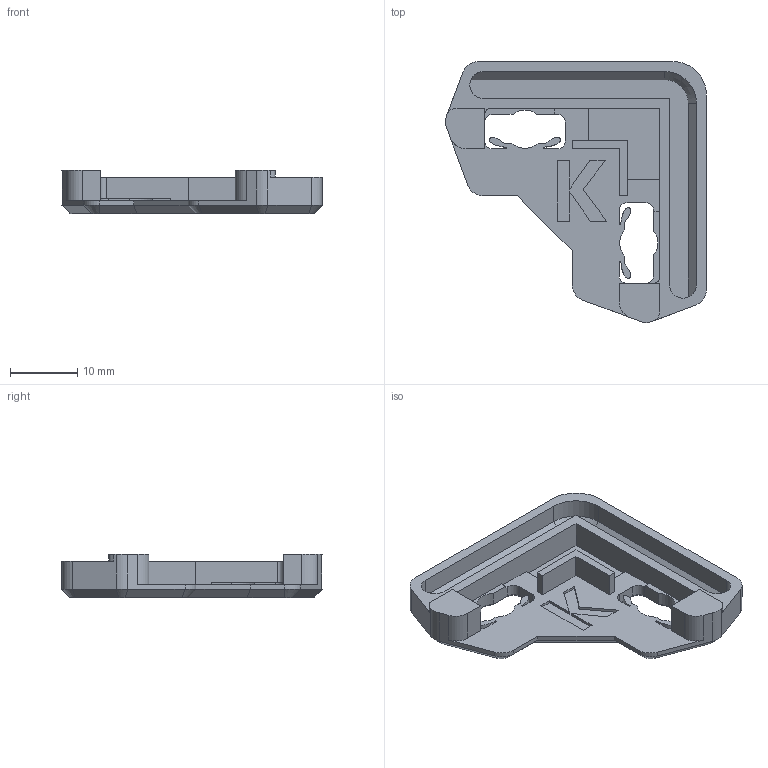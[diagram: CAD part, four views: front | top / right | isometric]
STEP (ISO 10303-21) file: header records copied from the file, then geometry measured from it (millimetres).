
FILE_DESCRIPTION (( 'STEP AP214' ), '1' );
FILE_NAME ('开启三维封箱快拆2020三角.STEP', '2025-05-29T10:11:17', ( '' ), ( '' ), 'SwSTEP 2.0', 'SolidWorks 2025', '' );
FILE_SCHEMA (( 'AUTOMOTIVE_DESIGN' ));
Length unit declared in the file: millimetre
Products named in the file (1): 开启三维封箱快拆2020三角
Bounding box: 38.82 x 38.82 x 6.4 mm (x, y, z)
Volume: 2739.1 mm3; surface area: 3621.6 mm2
Topology: 1 solids, 1 shells, 177 faces, 470 edges, 302 vertices
Faces by surface type: plane 111, cylinder 36, cone 24, bspline 6
Full cylindrical faces by diameter (mm): 2.5 x4
Entity records: 5611 total; most frequent: CARTESIAN_POINT 1234, ORIENTED_EDGE 916, DIRECTION 872, EDGE_CURVE 458, VECTOR 336, LINE 336, VERTEX_POINT 298, AXIS2_PLACEMENT_3D 268
